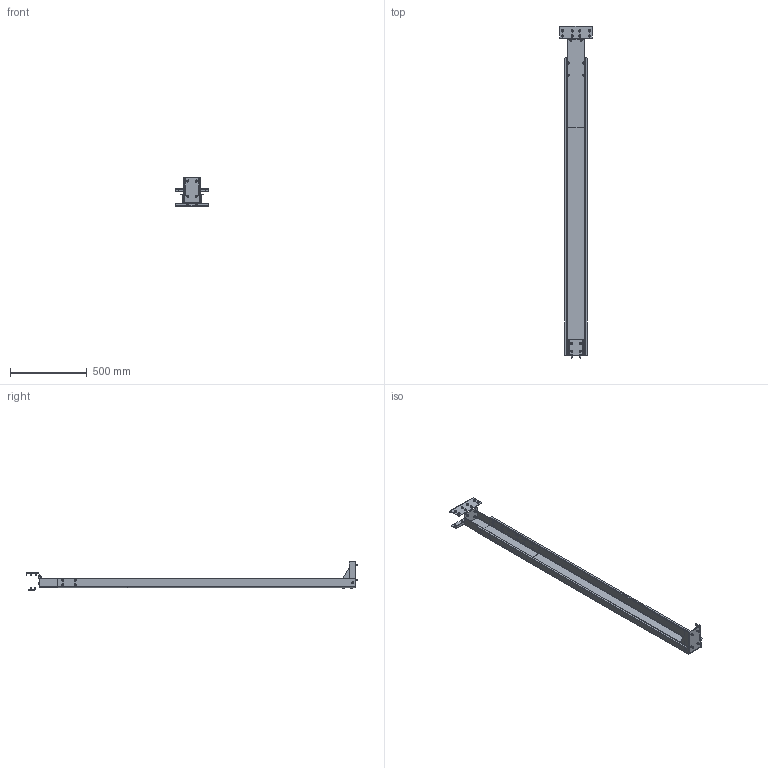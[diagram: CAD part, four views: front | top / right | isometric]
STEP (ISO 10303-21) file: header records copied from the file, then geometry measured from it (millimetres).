
FILE_DESCRIPTION (( 'STEP AP203' ), '1' );
FILE_NAME ('ITK DATAROW Êîëîííà îïîð. ïðîõîä. 42-48U ñåð..STEP', '2024-12-11T09:27:00', ( '' ), ( '' ), 'SwSTEP 2.0', 'SolidWorks 2022', '' );
FILE_SCHEMA (( 'CONFIG_CONTROL_DESIGN' ));
Length unit declared in the file: millimetre
Products named in the file (11): Гайка DIN 934_М 8; АГИЕ 282.01.00.010; АГИЕ 282.12.00.002_-01; Винт полусфера с прессшайбой DIN 967_M6х16; ITK DATAROW Колонна опор. проход. 42-48U сер.; АГИЕ 282.12.00.001; Болты с шестигранной головкой (повышенной точности) ГОСТ 7805_М8х16; АГИЕ 282.01.00.009; АГИЕ 282.12.01.000СБ; АГИЕ 282.01.00.011; АГИЕ 282.12.00.002_00
Assembly tree (60 placements, depth 3):
  ITK DATAROW Колонна опор. проход. 42-48U сер.
    АГИЕ 282.01.00.009
    АГИЕ 282.01.00.010
    АГИЕ 282.12.01.000СБ
      АГИЕ 282.01.00.011
      АГИЕ 282.12.00.001  x2
    Винт полусфера с прессшайбой DIN 967_M6х16  x12
    Болты с шестигранной головкой (повышенной точности) ГОСТ 7805_М8х16  x22
    Гайка DIN 934_М 8  x18
    АГИЕ 282.12.00.002_-01
    АГИЕ 282.12.00.002_00
Bounding box: 215 x 2168 x 193.42 mm (x, y, z)
Volume: 1534632.1 mm3; surface area: 1541073.6 mm2
Topology: 59 solids, 59 shells, 1616 faces, 4052 edges, 2600 vertices
Faces by surface type: plane 862, cone 352, cylinder 302, torus 68, sphere 24, bspline 8
Entity records: 18202 total; most frequent: CARTESIAN_POINT 3287, DIRECTION 2653, ORIENTED_EDGE 2514, EDGE_CURVE 1257, AXIS2_PLACEMENT_3D 940, VERTEX_POINT 802, VECTOR 773, LINE 773
